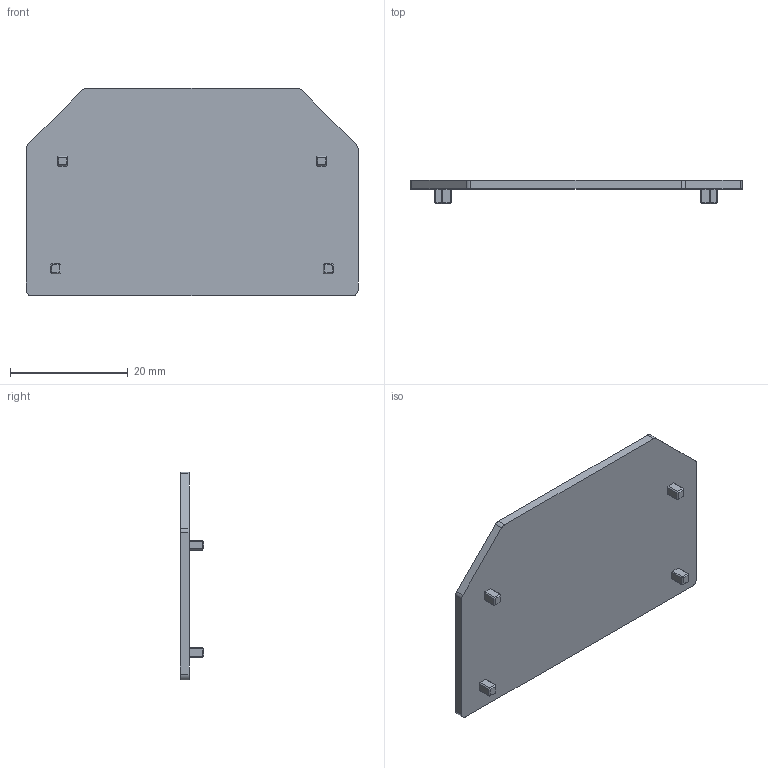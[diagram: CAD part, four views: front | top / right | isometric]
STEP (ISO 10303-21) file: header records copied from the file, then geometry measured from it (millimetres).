
FILE_DESCRIPTION( ( 'Unknown' ), '1' );
FILE_NAME( 'CEP5-19XX.stp', 'Unknown', ( 'Unknown' ), ( 'Unknown' ), 'XStep 1.0', 'Unknown', ' ' );
FILE_SCHEMA( ( 'CONFIG_CONTROL_DESIGN' ) );
Length unit declared in the file: millimetre
Products named in the file (1): 1
Bounding box: 56.4 x 4 x 35.3 mm (x, y, z)
Volume: 2866.3 mm3; surface area: 4101.3 mm2
Topology: 1 solids, 1 shells, 82 faces, 196 edges, 120 vertices
Faces by surface type: plane 44, cylinder 22, cone 16
Entity records: 2420 total; most frequent: CARTESIAN_POINT 495, ORIENTED_EDGE 392, DIRECTION 390, EDGE_CURVE 196, AXIS2_PLACEMENT_3D 143, VERTEX_POINT 120, LINE 104, VECTOR 104
